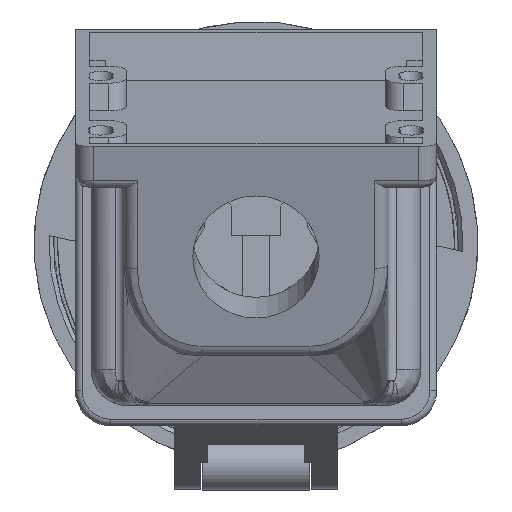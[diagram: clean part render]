
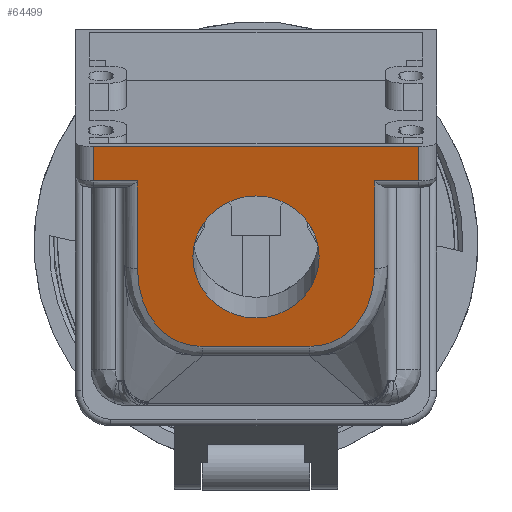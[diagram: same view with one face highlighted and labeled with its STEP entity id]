
A CAD part, front view. The second image highlights one B-rep face of the part: STEP entity #64499.
In plain terms, the highlighted face is planar.
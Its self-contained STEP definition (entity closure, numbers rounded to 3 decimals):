
#58280=CARTESIAN_POINT('',(-17.75,0.,-102.));
#58281=DIRECTION('',(0.,0.,-1.));
#58282=DIRECTION('',(0.,1.,0.));
#58283=AXIS2_PLACEMENT_3D('',#58280,#58281,#58282);
#58288=CARTESIAN_POINT('',(-17.75,0.,-102.));
#58289=DIRECTION('',(0.,0.,-1.));
#58290=DIRECTION('',(0.,-1.,0.));
#58291=AXIS2_PLACEMENT_3D('',#58288,#58289,#58290);
#58296=DIRECTION('',(0.,1.,0.));
#58297=VECTOR('',#58296,10.);
#58298=CARTESIAN_POINT('',(-35.5,-36.75,-102.));
#58299=LINE('',#58298,#58297);
#58303=CARTESIAN_POINT('',(3.124,-12.168,-102.));
#58304=CARTESIAN_POINT('',(3.124,-12.613,-102.));
#58305=CARTESIAN_POINT('',(3.08,-13.484,-102.));
#58306=CARTESIAN_POINT('',(2.901,-14.711,-102.));
#58307=CARTESIAN_POINT('',(2.603,-15.931,-102.));
#58308=CARTESIAN_POINT('',(2.19,-17.106,-102.));
#58309=CARTESIAN_POINT('',(1.664,-18.237,-102.));
#58310=CARTESIAN_POINT('',(1.032,-19.313,-102.));
#58311=CARTESIAN_POINT('',(0.302,-20.325,-102.));
#58312=CARTESIAN_POINT('',(-0.517,-21.267,-102.));
#58313=CARTESIAN_POINT('',(-1.427,-22.146,-102.));
#58314=CARTESIAN_POINT('',(-2.432,-22.964,-102.));
#58315=CARTESIAN_POINT('',(-3.52,-23.71,-102.));
#58316=CARTESIAN_POINT('',(-4.679,-24.377,-102.));
#58317=CARTESIAN_POINT('',(-5.913,-24.969,-102.));
#58318=CARTESIAN_POINT('',(-7.227,-25.487,-102.));
#58319=CARTESIAN_POINT('',(-8.624,-25.925,-102.));
#58320=CARTESIAN_POINT('',(-10.084,-26.275,-102.));
#58321=CARTESIAN_POINT('',(-11.58,-26.531,-102.));
#58322=CARTESIAN_POINT('',(-13.194,-26.703,-102.));
#58323=CARTESIAN_POINT('',(-14.422,-26.75,-102.));
#58324=CARTESIAN_POINT('',(-15.068,-26.75,-102.));
#58329=DIRECTION('',(0.,-1.,0.));
#58330=VECTOR('',#58329,24.337);
#58331=CARTESIAN_POINT('',(3.124,12.168,-102.));
#58332=LINE('',#58331,#58330);
#58336=CARTESIAN_POINT('',(-15.068,26.75,-102.));
#58337=CARTESIAN_POINT('',(-14.547,26.75,-102.));
#58338=CARTESIAN_POINT('',(-13.52,26.719,-102.));
#58339=CARTESIAN_POINT('',(-12.046,26.589,-102.));
#58340=CARTESIAN_POINT('',(-10.555,26.366,-102.));
#58341=CARTESIAN_POINT('',(-9.099,26.05,-102.));
#58342=CARTESIAN_POINT('',(-7.687,25.643,-102.));
#58343=CARTESIAN_POINT('',(-6.352,25.154,-102.));
#58344=CARTESIAN_POINT('',(-5.097,24.59,-102.));
#58345=CARTESIAN_POINT('',(-3.908,23.947,-102.));
#58346=CARTESIAN_POINT('',(-2.788,23.222,-102.));
#58347=CARTESIAN_POINT('',(-1.75,22.425,-102.));
#58348=CARTESIAN_POINT('',(-0.804,21.561,-102.));
#58349=CARTESIAN_POINT('',(0.05,20.633,-102.));
#58350=CARTESIAN_POINT('',(0.809,19.643,-102.));
#58351=CARTESIAN_POINT('',(1.471,18.591,-102.));
#58352=CARTESIAN_POINT('',(2.033,17.474,-102.));
#58353=CARTESIAN_POINT('',(2.481,16.317,-102.));
#58354=CARTESIAN_POINT('',(2.821,15.102,-102.));
#58355=CARTESIAN_POINT('',(3.057,13.757,-102.));
#58356=CARTESIAN_POINT('',(3.124,12.719,-102.));
#58357=CARTESIAN_POINT('',(3.124,12.168,-102.));
#58362=DIRECTION('',(0.,1.,0.));
#58363=VECTOR('',#58362,10.);
#58364=CARTESIAN_POINT('',(-35.5,26.75,-102.));
#58365=LINE('',#58364,#58363);
#58369=DIRECTION('',(1.,0.,0.));
#58370=VECTOR('',#58369,8.);
#58371=CARTESIAN_POINT('',(-43.5,36.75,-102.));
#58372=LINE('',#58371,#58370);
#58376=DIRECTION('',(0.,-1.,0.));
#58377=VECTOR('',#58376,73.5);
#58378=CARTESIAN_POINT('',(-43.5,36.75,-102.));
#58379=LINE('',#58378,#58377);
#58383=DIRECTION('',(-1.,0.,0.));
#58384=VECTOR('',#58383,8.);
#58385=CARTESIAN_POINT('',(-35.5,-36.75,-102.));
#58386=LINE('',#58385,#58384);
#59076=DIRECTION('',(-1.,0.,0.));
#59077=VECTOR('',#59076,20.432);
#59078=CARTESIAN_POINT('',(-15.068,-26.75,-102.));
#59079=LINE('',#59078,#59077);
#59332=DIRECTION('',(1.,0.,0.));
#59333=VECTOR('',#59332,20.432);
#59334=CARTESIAN_POINT('',(-35.5,26.75,-102.));
#59335=LINE('',#59334,#59333);
#61900=CARTESIAN_POINT('',(-17.75,14.25,-102.));
#61901=CARTESIAN_POINT('',(-17.75,-14.25,-102.));
#61902=VERTEX_POINT('',#61900);
#61903=VERTEX_POINT('',#61901);
#61940=VERTEX_POINT('',#58303);
#61941=VERTEX_POINT('',#58324);
#61943=CARTESIAN_POINT('',(3.124,12.168,-102.));
#61944=VERTEX_POINT('',#61943);
#61947=VERTEX_POINT('',#58336);
#61955=CARTESIAN_POINT('',(-43.5,-36.75,-102.));
#61957=VERTEX_POINT('',#61955);
#61960=CARTESIAN_POINT('',(-43.5,36.75,-102.));
#61962=VERTEX_POINT('',#61960);
#61963=CARTESIAN_POINT('',(-35.5,-36.75,-102.));
#61964=CARTESIAN_POINT('',(-35.5,-26.75,-102.));
#61965=VERTEX_POINT('',#61963);
#61966=VERTEX_POINT('',#61964);
#61989=CARTESIAN_POINT('',(-35.5,36.75,-102.));
#61990=VERTEX_POINT('',#61989);
#61993=CARTESIAN_POINT('',(-35.5,26.75,-102.));
#61994=VERTEX_POINT('',#61993);
#64468=CARTESIAN_POINT('',(0.,0.,-102.));
#64469=DIRECTION('',(0.,0.,1.));
#64470=DIRECTION('',(0.,-1.,0.));
#64471=AXIS2_PLACEMENT_3D('',#64468,#64469,#64470);
#64472=PLANE('',#64471);
#64474=ORIENTED_EDGE('',*,*,#64473,.T.);
#64476=ORIENTED_EDGE('',*,*,#64475,.F.);
#64478=ORIENTED_EDGE('',*,*,#64477,.F.);
#64480=ORIENTED_EDGE('',*,*,#64479,.F.);
#64482=ORIENTED_EDGE('',*,*,#64481,.F.);
#64484=ORIENTED_EDGE('',*,*,#64483,.F.);
#64486=ORIENTED_EDGE('',*,*,#64485,.T.);
#64488=ORIENTED_EDGE('',*,*,#64487,.F.);
#64490=ORIENTED_EDGE('',*,*,#64489,.T.);
#64492=ORIENTED_EDGE('',*,*,#64491,.F.);
#64493=EDGE_LOOP('',(#64474,#64476,#64478,#64480,#64482,#64484,#64486,#64488,
#64490,#64492));
#64494=FACE_OUTER_BOUND('',#64493,.F.);
#64495=ORIENTED_EDGE('',*,*,#64448,.T.);
#64496=ORIENTED_EDGE('',*,*,#64462,.T.);
#64497=EDGE_LOOP('',(#64495,#64496));
#64498=FACE_BOUND('',#64497,.F.);
#58284=CIRCLE('',#58283,14.25);
#58292=CIRCLE('',#58291,14.25);
#58325=B_SPLINE_CURVE_WITH_KNOTS('',3,(#58303,#58304,#58305,#58306,#58307,
#58308,#58309,#58310,#58311,#58312,#58313,#58314,#58315,#58316,#58317,#58318,
#58319,#58320,#58321,#58322,#58323,#58324),.UNSPECIFIED.,.F.,.F.,(4,1,1,1,1,1,1,
1,1,1,1,1,1,1,1,1,1,1,1,4),(0.,0.053,0.105,
0.158,0.211,0.263,0.316,
0.368,0.421,0.474,0.526,
0.579,0.632,0.684,0.737,
0.789,0.842,0.895,0.947,1.),
.UNSPECIFIED.);
#58358=B_SPLINE_CURVE_WITH_KNOTS('',3,(#58336,#58337,#58338,#58339,#58340,
#58341,#58342,#58343,#58344,#58345,#58346,#58347,#58348,#58349,#58350,#58351,
#58352,#58353,#58354,#58355,#58356,#58357),.UNSPECIFIED.,.F.,.F.,(4,1,1,1,1,1,1,
1,1,1,1,1,1,1,1,1,1,1,1,4),(0.,0.053,0.105,
0.158,0.211,0.263,0.316,
0.368,0.421,0.474,0.526,
0.579,0.632,0.684,0.737,
0.789,0.842,0.895,0.947,1.),
.UNSPECIFIED.);
#64448=EDGE_CURVE('',#61902,#61903,#58284,.T.);
#64462=EDGE_CURVE('',#61903,#61902,#58292,.T.);
#64473=EDGE_CURVE('',#61965,#61966,#58299,.T.);
#64475=EDGE_CURVE('',#61941,#61966,#59079,.T.);
#64477=EDGE_CURVE('',#61940,#61941,#58325,.T.);
#64479=EDGE_CURVE('',#61944,#61940,#58332,.T.);
#64481=EDGE_CURVE('',#61947,#61944,#58358,.T.);
#64483=EDGE_CURVE('',#61994,#61947,#59335,.T.);
#64485=EDGE_CURVE('',#61994,#61990,#58365,.T.);
#64487=EDGE_CURVE('',#61962,#61990,#58372,.T.);
#64489=EDGE_CURVE('',#61962,#61957,#58379,.T.);
#64491=EDGE_CURVE('',#61965,#61957,#58386,.T.);
#64499=ADVANCED_FACE('',(#64494,#64498),#64472,.F.);
